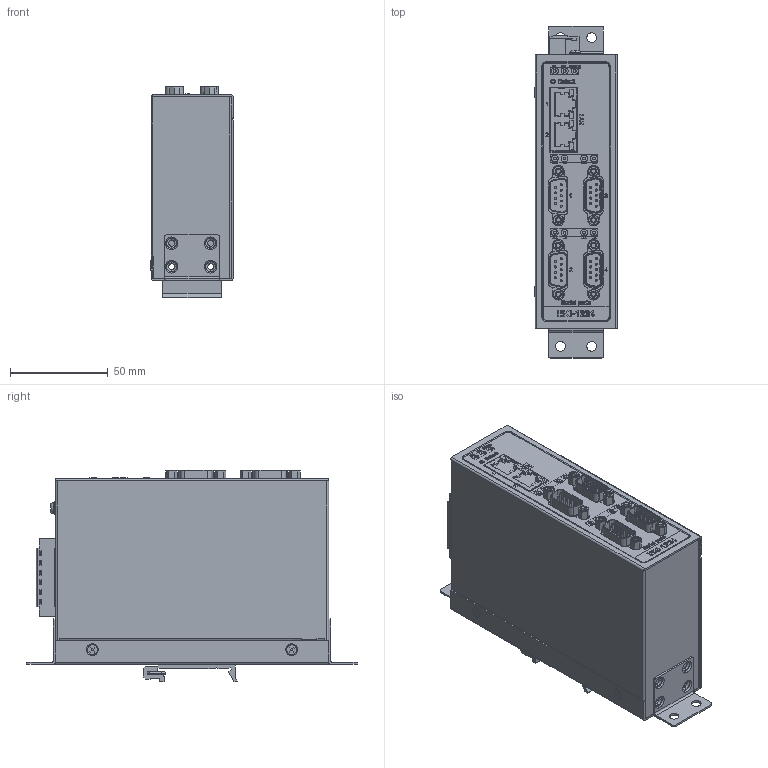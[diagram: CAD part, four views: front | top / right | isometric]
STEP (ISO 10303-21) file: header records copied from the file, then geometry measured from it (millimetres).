
FILE_DESCRIPTION (( 'STEP AP214' ), '1' );
FILE_NAME ('EKI-1224-CE.STEP', '2024-10-07T16:24:10', ( '' ), ( '' ), 'SwSTEP 2.0', 'SolidWorks 2021', '' );
FILE_SCHEMA (( 'AUTOMOTIVE_DESIGN' ));
Length unit declared in the file: inch
Products named in the file (1): EKI-1224-CE
Bounding box: 42.75 x 170 x 108.5 mm (x, y, z)
Volume: 507005.8 mm3; surface area: 126157.3 mm2
Topology: 18 solids, 43 shells, 3447 faces, 9291 edges, 6162 vertices
Faces by surface type: plane 1882, cylinder 834, bspline 571, cone 160
Entity records: 129033 total; most frequent: CARTESIAN_POINT 44974, ORIENTED_EDGE 18510, DIRECTION 15540, EDGE_CURVE 9255, VERTEX_POINT 6162, VECTOR 5880, LINE 5880, AXIS2_PLACEMENT_3D 4830
